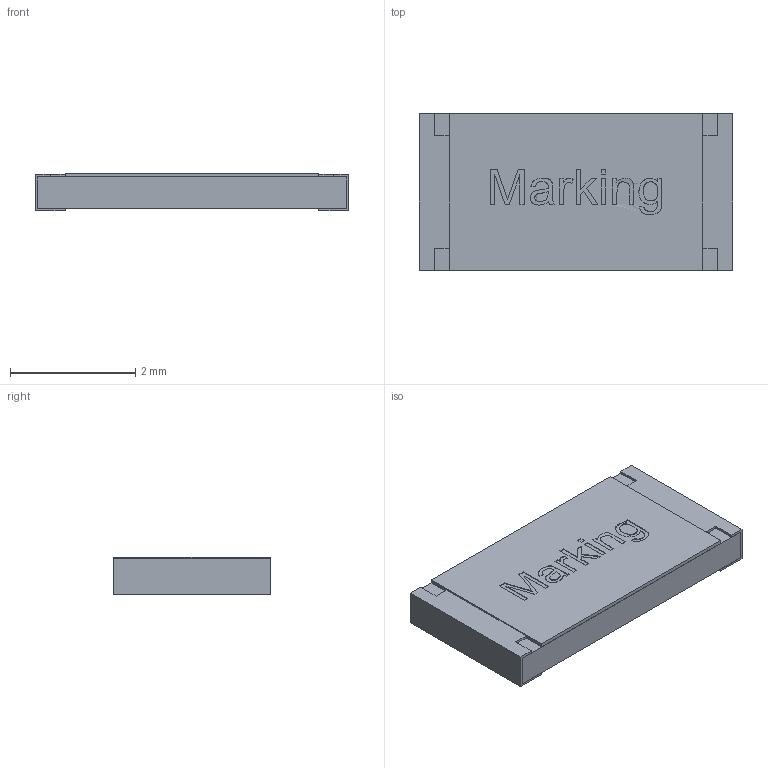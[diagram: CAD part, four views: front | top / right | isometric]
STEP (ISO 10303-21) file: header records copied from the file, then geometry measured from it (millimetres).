
FILE_DESCRIPTION(('STEP AP214'),'1');
FILE_NAME('R_Wurth_WRIS-KSKE-2010.step','2025-01-15T03:23:31',(' '),('ANSOFT Corporation'),'Spatial InterOp 3D',' ',' ');
FILE_SCHEMA(('AUTOMOTIVE_DESIGN { 1 0 10303 214 1 1 1 1 }'));
Length unit declared in the file: millimetre
Products named in the file (1): Cover
Bounding box: 5 x 2.5 x 0.6 mm (x, y, z)
Volume: 7 mm3; surface area: 67.9 mm2
Topology: 4 solids, 4 shells, 111 faces, 277 edges, 184 vertices
Faces by surface type: plane 96, extrusion 14, bspline 1
Entity records: 3663 total; most frequent: CARTESIAN_POINT 1028, ORIENTED_EDGE 552, DIRECTION 456, EDGE_CURVE 276, VECTOR 256, LINE 242, VERTEX_POINT 184, EDGE_LOOP 122
